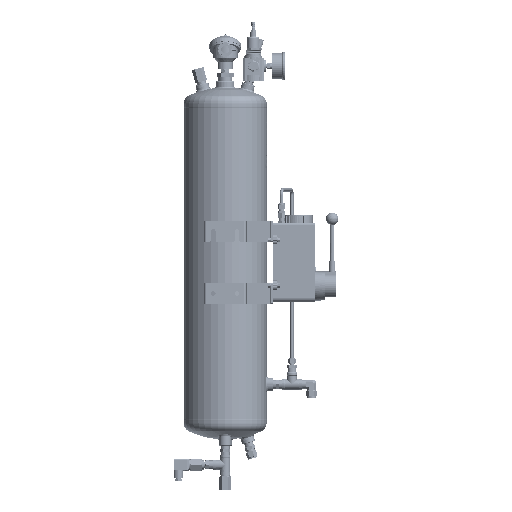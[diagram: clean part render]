
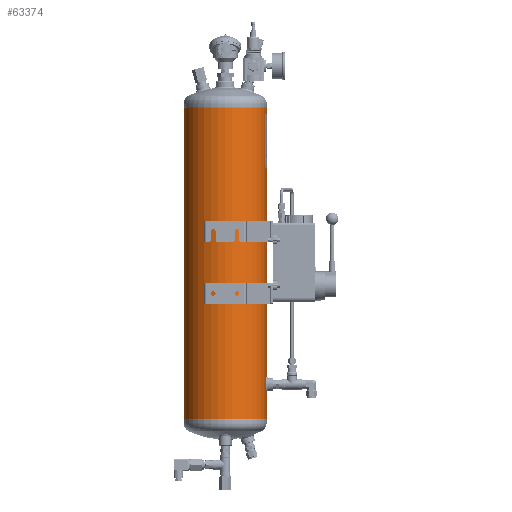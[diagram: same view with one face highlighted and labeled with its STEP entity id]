
A CAD part, left-side view. The second image highlights one B-rep face of the part: STEP entity #63374.
In plain terms, the highlighted cylindrical face has radius 100 mm (diameter 200 mm), a partial arc.
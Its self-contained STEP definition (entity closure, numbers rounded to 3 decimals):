
#4101=B_SPLINE_CURVE_WITH_KNOTS('',3,(#101239,#101240,#101241,#101242,#101243,
#101244,#101245,#101246,#101247,#101248,#101249),.UNSPECIFIED.,.T.,.F.,
(1,1,1,1,1,1,1,1,1,1,1,1,1,1,1),(-0.012,-0.008,
-0.004,0.,0.004,0.008,0.012,
0.016,0.02,0.023,0.027,
0.031,0.035,0.039,0.043),
 .UNSPECIFIED.);
#4102=B_SPLINE_CURVE_WITH_KNOTS('',3,(#101251,#101252,#101253,#101254,#101255,
#101256,#101257,#101258,#101259,#101260,#101261),.UNSPECIFIED.,.T.,.F.,
(1,1,1,1,1,1,1,1,1,1,1,1,1,1,1),(-0.012,-0.008,
-0.004,0.,0.004,0.008,0.012,
0.016,0.02,0.023,0.027,
0.031,0.035,0.039,0.043),
 .UNSPECIFIED.);
#4103=B_SPLINE_CURVE_WITH_KNOTS('',3,(#101263,#101264,#101265,#101266,#101267,
#101268,#101269,#101270,#101271,#101272,#101273,#101274,#101275,#101276,
#101277,#101278,#101279,#101280,#101281),.UNSPECIFIED.,.T.,.F.,(1,1,1,1,
1,1,1,1,1,1,1,1,1,1,1,1,1,1,1,1,1,1,1),(-0.018,-0.012,
-0.006,0.,0.006,0.012,
0.018,0.023,0.029,0.035,
0.041,0.047,0.053,0.059,
0.065,0.07,0.076,0.082,
0.088,0.094,0.1,0.106,
0.112),.UNSPECIFIED.);
#6594=LINE('',#101283,#10874);
#6595=LINE('',#101288,#10875);
#10874=VECTOR('',#83802,1000.);
#10875=VECTOR('',#83805,1000.);
#15159=ORIENTED_EDGE('',*,*,#34053,.T.);
#15160=ORIENTED_EDGE('',*,*,#34054,.T.);
#15161=ORIENTED_EDGE('',*,*,#34055,.T.);
#15162=ORIENTED_EDGE('',*,*,#34056,.T.);
#15163=ORIENTED_EDGE('',*,*,#34057,.T.);
#15164=ORIENTED_EDGE('',*,*,#34058,.F.);
#15165=ORIENTED_EDGE('',*,*,#34059,.F.);
#34053=EDGE_CURVE('',#43500,#43500,#4101,.T.);
#34054=EDGE_CURVE('',#43501,#43501,#4102,.T.);
#34055=EDGE_CURVE('',#43502,#43502,#4103,.T.);
#34056=EDGE_CURVE('',#43503,#43504,#6594,.T.);
#34057=EDGE_CURVE('',#43504,#43505,#50063,.T.);
#34058=EDGE_CURVE('',#43506,#43505,#6595,.T.);
#34059=EDGE_CURVE('',#43503,#43506,#50064,.T.);
#43500=VERTEX_POINT('',#101250);
#43501=VERTEX_POINT('',#101262);
#43502=VERTEX_POINT('',#101282);
#43503=VERTEX_POINT('',#101284);
#43504=VERTEX_POINT('',#101285);
#43505=VERTEX_POINT('',#101287);
#43506=VERTEX_POINT('',#101289);
#50063=CIRCLE('',#77238,100.);
#50064=CIRCLE('',#77239,100.);
#52366=EDGE_LOOP('',(#15159));
#52367=EDGE_LOOP('',(#15160));
#52368=EDGE_LOOP('',(#15161));
#52369=EDGE_LOOP('',(#15162,#15163,#15164,#15165));
#57390=FACE_BOUND('',#52366,.T.);
#57391=FACE_BOUND('',#52367,.T.);
#57392=FACE_BOUND('',#52368,.T.);
#57393=FACE_BOUND('',#52369,.T.);
#62414=CYLINDRICAL_SURFACE('',#77237,100.);
#63374=ADVANCED_FACE('',(#57390,#57391,#57392,#57393),#62414,.T.);
#77237=AXIS2_PLACEMENT_3D('',#101238,#83800,#83801);
#77238=AXIS2_PLACEMENT_3D('',#101286,#83803,#83804);
#77239=AXIS2_PLACEMENT_3D('',#101290,#83806,#83807);
#83800=DIRECTION('',(0.,-1.,0.));
#83801=DIRECTION('',(0.,0.,-1.));
#83802=DIRECTION('',(0.,-1.,0.));
#83803=DIRECTION('',(0.,1.,0.));
#83804=DIRECTION('',(1.,0.,0.));
#83805=DIRECTION('',(0.,-1.,0.));
#83806=DIRECTION('',(0.,1.,0.));
#83807=DIRECTION('',(1.,0.,0.));
#101238=CARTESIAN_POINT('',(0.,750.,0.));
#101239=CARTESIAN_POINT('',(-3.915,48.922,-99.938));
#101240=CARTESIAN_POINT('',(-5.542,44.999,-99.844));
#101241=CARTESIAN_POINT('',(-3.916,41.082,-99.938));
#101242=CARTESIAN_POINT('',(-0.004,39.46,-100.031));
#101243=CARTESIAN_POINT('',(3.917,41.079,-99.938));
#101244=CARTESIAN_POINT('',(5.54,44.999,-99.844));
#101245=CARTESIAN_POINT('',(3.922,48.913,-99.937));
#101246=CARTESIAN_POINT('',(0.006,50.541,-100.031));
#101247=CARTESIAN_POINT('',(-3.915,48.922,-99.938));
#101248=CARTESIAN_POINT('',(-5.542,44.999,-99.844));
#101249=CARTESIAN_POINT('',(-3.916,41.082,-99.938));
#101250=CARTESIAN_POINT('',(-5.,45.,-99.875));
#101251=CARTESIAN_POINT('',(-3.915,158.922,-99.938));
#101252=CARTESIAN_POINT('',(-5.542,154.999,-99.844));
#101253=CARTESIAN_POINT('',(-3.916,151.082,-99.938));
#101254=CARTESIAN_POINT('',(-0.004,149.46,-100.031));
#101255=CARTESIAN_POINT('',(3.917,151.079,-99.938));
#101256=CARTESIAN_POINT('',(5.54,154.999,-99.844));
#101257=CARTESIAN_POINT('',(3.922,158.913,-99.937));
#101258=CARTESIAN_POINT('',(0.006,160.541,-100.031));
#101259=CARTESIAN_POINT('',(-3.915,158.922,-99.938));
#101260=CARTESIAN_POINT('',(-5.542,154.999,-99.844));
#101261=CARTESIAN_POINT('',(-3.916,151.082,-99.938));
#101262=CARTESIAN_POINT('',(-5.,155.,-99.875));
#101263=CARTESIAN_POINT('',(-98.994,672.42,14.208));
#101264=CARTESIAN_POINT('',(-98.806,666.495,15.395));
#101265=CARTESIAN_POINT('',(-98.993,660.6,14.214));
#101266=CARTESIAN_POINT('',(-99.436,655.617,10.88));
#101267=CARTESIAN_POINT('',(-99.878,652.286,5.9));
#101268=CARTESIAN_POINT('',(-100.061,651.109,0.009));
#101269=CARTESIAN_POINT('',(-99.879,652.279,-5.887));
#101270=CARTESIAN_POINT('',(-99.437,655.615,-10.879));
#101271=CARTESIAN_POINT('',(-98.992,660.601,-14.215));
#101272=CARTESIAN_POINT('',(-98.807,666.494,-15.391));
#101273=CARTESIAN_POINT('',(-98.992,672.387,-14.219));
#101274=CARTESIAN_POINT('',(-99.435,677.371,-10.892));
#101275=CARTESIAN_POINT('',(-99.877,680.709,-5.914));
#101276=CARTESIAN_POINT('',(-100.061,681.893,-0.013));
#101277=CARTESIAN_POINT('',(-99.878,680.72,5.889));
#101278=CARTESIAN_POINT('',(-99.437,677.387,10.874));
#101279=CARTESIAN_POINT('',(-98.994,672.42,14.208));
#101280=CARTESIAN_POINT('',(-98.806,666.495,15.395));
#101281=CARTESIAN_POINT('',(-98.993,660.6,14.214));
#101282=CARTESIAN_POINT('',(-98.869,666.5,15.));
#101283=CARTESIAN_POINT('',(0.254,801.561,100.));
#101284=CARTESIAN_POINT('',(0.254,750.,100.));
#101285=CARTESIAN_POINT('',(0.254,0.,100.));
#101286=CARTESIAN_POINT('',(0.,0.,0.));
#101287=CARTESIAN_POINT('',(-0.254,0.,100.));
#101288=CARTESIAN_POINT('',(-0.254,801.561,100.));
#101289=CARTESIAN_POINT('',(-0.254,750.,100.));
#101290=CARTESIAN_POINT('',(0.,750.,0.));
